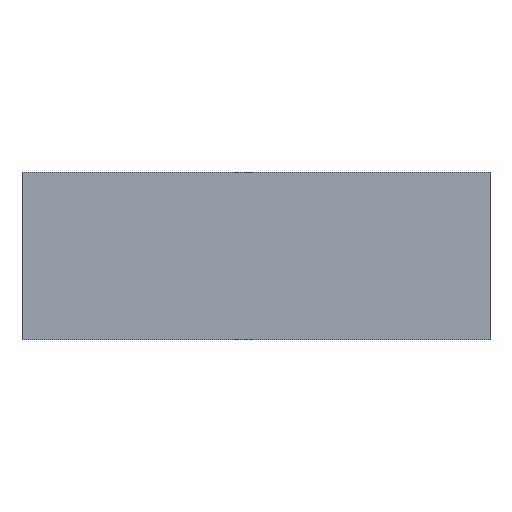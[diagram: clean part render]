
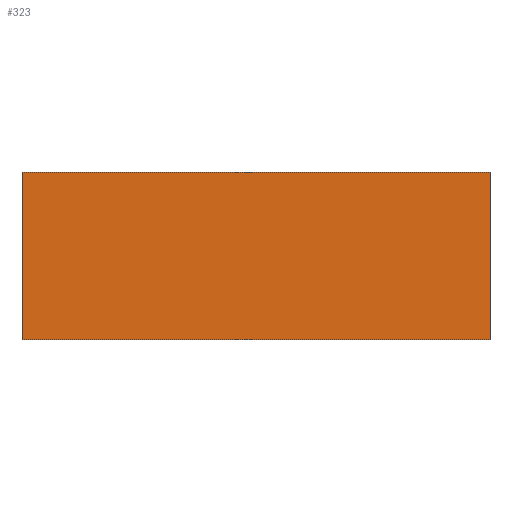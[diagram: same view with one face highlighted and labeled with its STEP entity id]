
A CAD part, top view. The second image highlights one B-rep face of the part: STEP entity #323.
In plain terms, the highlighted face is planar.
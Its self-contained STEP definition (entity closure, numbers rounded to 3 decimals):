
#323 = ADVANCED_FACE( '', ( #1172 ), #1173, .F. );
#1172 = FACE_OUTER_BOUND( '', #2664, .T. );
#1173 = PLANE( '', #2665 );
#2664 = EDGE_LOOP( '', ( #4869, #4870, #4871, #4872 ) );
#2665 = AXIS2_PLACEMENT_3D( '', #4873, #4874, #4875 );
#4869 = ORIENTED_EDGE( '', *, *, #10393, .T. );
#4870 = ORIENTED_EDGE( '', *, *, #10465, .F. );
#4871 = ORIENTED_EDGE( '', *, *, #10288, .F. );
#4872 = ORIENTED_EDGE( '', *, *, #10458, .T. );
#4873 = CARTESIAN_POINT( '', ( 12.75, 4.5, 9.12 ) );
#4874 = DIRECTION( '', ( 0., -1., 0. ) );
#4875 = DIRECTION( '', ( 0., 0., -1. ) );
#10288 = EDGE_CURVE( '', #12387, #12389, #12390, .T. );
#10393 = EDGE_CURVE( '', #12572, #12570, #12573, .T. );
#10458 = EDGE_CURVE( '', #12387, #12572, #12673, .T. );
#10465 = EDGE_CURVE( '', #12389, #12570, #12683, .T. );
#12387 = VERTEX_POINT( '', #15815 );
#12389 = VERTEX_POINT( '', #15818 );
#12390 = LINE( '', #15819, #15820 );
#12570 = VERTEX_POINT( '', #16103 );
#12572 = VERTEX_POINT( '', #16106 );
#12573 = LINE( '', #16107, #16108 );
#12673 = LINE( '', #16272, #16273 );
#12683 = LINE( '', #16289, #16290 );
#15815 = CARTESIAN_POINT( '', ( 12.75, 4.5, 9.12 ) );
#15818 = CARTESIAN_POINT( '', ( -12.75, 4.5, 9.12 ) );
#15819 = CARTESIAN_POINT( '', ( 12.75, 4.5, 9.12 ) );
#15820 = VECTOR( '', #20718, 1000. );
#16103 = CARTESIAN_POINT( '', ( -12.75, 4.5, 0. ) );
#16106 = CARTESIAN_POINT( '', ( 12.75, 4.5, 0. ) );
#16107 = CARTESIAN_POINT( '', ( 12.75, 4.5, 0. ) );
#16108 = VECTOR( '', #20823, 1000. );
#16272 = CARTESIAN_POINT( '', ( 12.75, 4.5, 9.12 ) );
#16273 = VECTOR( '', #20888, 1000. );
#16289 = CARTESIAN_POINT( '', ( -12.75, 4.5, 9.12 ) );
#16290 = VECTOR( '', #20895, 1000. );
#20718 = DIRECTION( '', ( -1., 0., 0. ) );
#20823 = DIRECTION( '', ( -1., 0., 0. ) );
#20888 = DIRECTION( '', ( 0., 0., -1. ) );
#20895 = DIRECTION( '', ( 0., 0., -1. ) );
